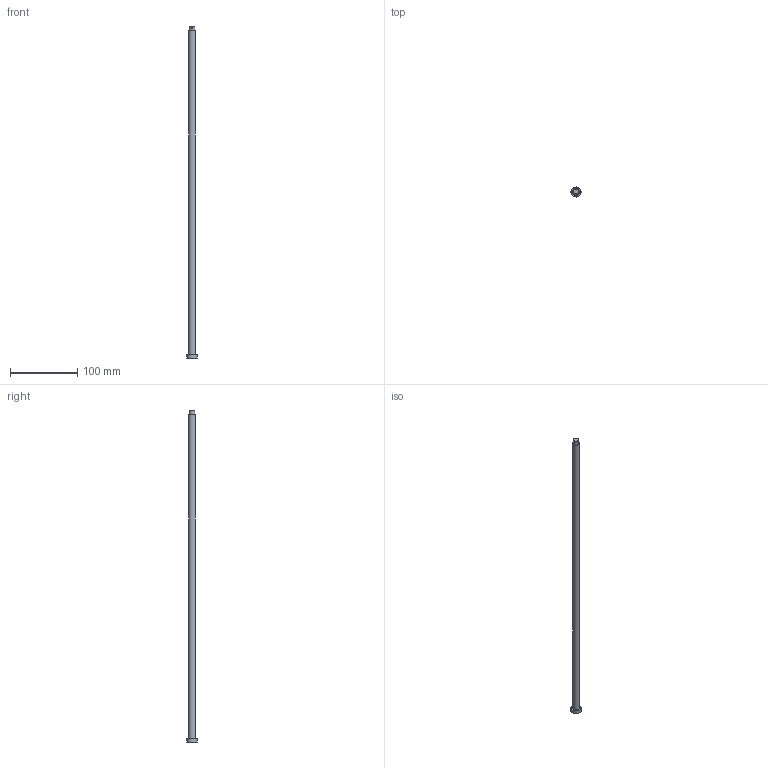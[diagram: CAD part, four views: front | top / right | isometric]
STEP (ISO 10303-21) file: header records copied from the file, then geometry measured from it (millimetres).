
FILE_DESCRIPTION( ('This file contains a STEP AP42 implementation' ,'as created by ZW3D STEP Interface translator.' ,'') ,'2;1' );
FILE_NAME( '砂轮架固定及带动销.ipt.stp' ,'251027.114731', (''), ('ZWCAD Software Co.'), 'Version 1.0', 'ZW3D to STEP translator', '' );
FILE_SCHEMA(('AUTOMOTIVE_DESIGN { 1 0 10303 214 1 1 1 1 }'));
Length unit declared in the file: millimetre
Products named in the file (1): 0
Bounding box: 15 x 15 x 495 mm (x, y, z)
Volume: 39144.5 mm3; surface area: 15978.2 mm2
Topology: 1 solids, 1 shells, 9 faces, 21 edges, 16 vertices
Faces by surface type: cylinder 4, plane 4, cone 1
Full cylindrical faces by diameter (mm): 2 x1, 8 x1, 10 x1, 15 x1
Entity records: 372 total; most frequent: CARTESIAN_POINT 113, DIRECTION 53, ORIENTED_EDGE 42, AXIS2_PLACEMENT_3D 24, EDGE_CURVE 21, VERTEX_POINT 16, CIRCLE 14, EDGE_LOOP 13
